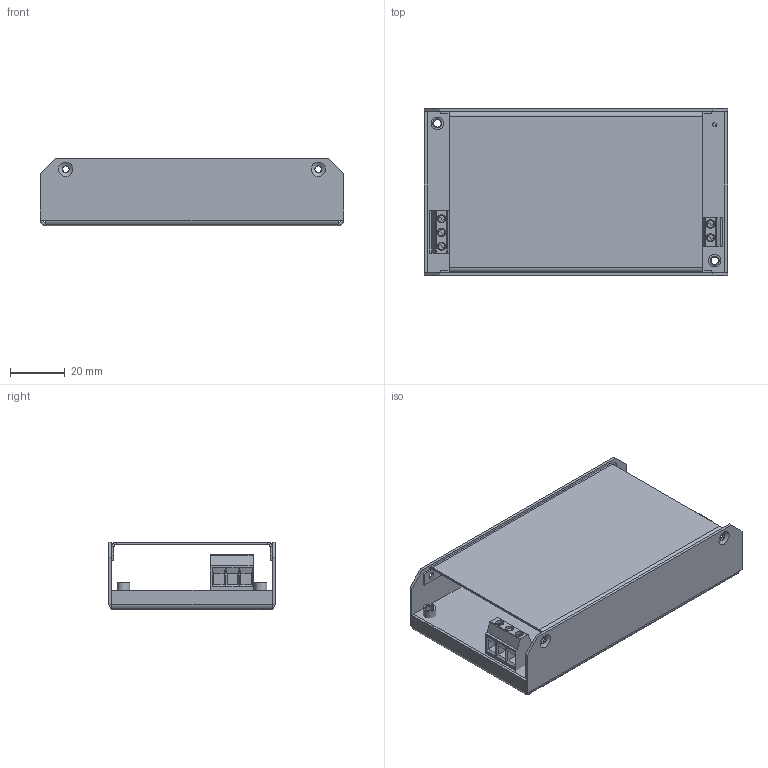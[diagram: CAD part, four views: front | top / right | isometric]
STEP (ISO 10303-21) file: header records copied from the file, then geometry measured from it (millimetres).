
FILE_DESCRIPTION(('STEP AP214'), '1');
FILE_NAME('MAA75-1_SGX_023TU', '', ('UNSPECIFIED'), ('UNSPECIFIED'), 'ASCON STEP Converter 1.6', 'ASCON Math Kernel', '');
FILE_SCHEMA(('AUTOMOTIVE_DESIGN { 1 0 10303 214 3 1 1}'));
Length unit declared in the file: millimetre
Products named in the file (1): 購葠.436234.002
Bounding box: 110.5 x 60.5 x 24.5 mm (x, y, z)
Volume: 19512.9 mm3; surface area: 66271.4 mm2
Topology: 2 solids, 3 shells, 360 faces, 839 edges, 528 vertices
Faces by surface type: plane 259, cylinder 81, cone 16, sphere 4
Full cylindrical faces by diameter (mm): 2.459 x2, 2.5 x13, 2.7 x4, 2.9 x4, 3 x7, 3.2 x6, 3.8 x2, 4.5 x2, 4.6 x2, 5.5 x2, 6 x3
Entity records: 12884 total; most frequent: DIRECTION 1740, CARTESIAN_POINT 1718, ORIENTED_EDGE 1548, EDGE_CURVE 774, AXIS2_PLACEMENT_3D 608, VERTEX_POINT 528, LINE 524, VECTOR 524
